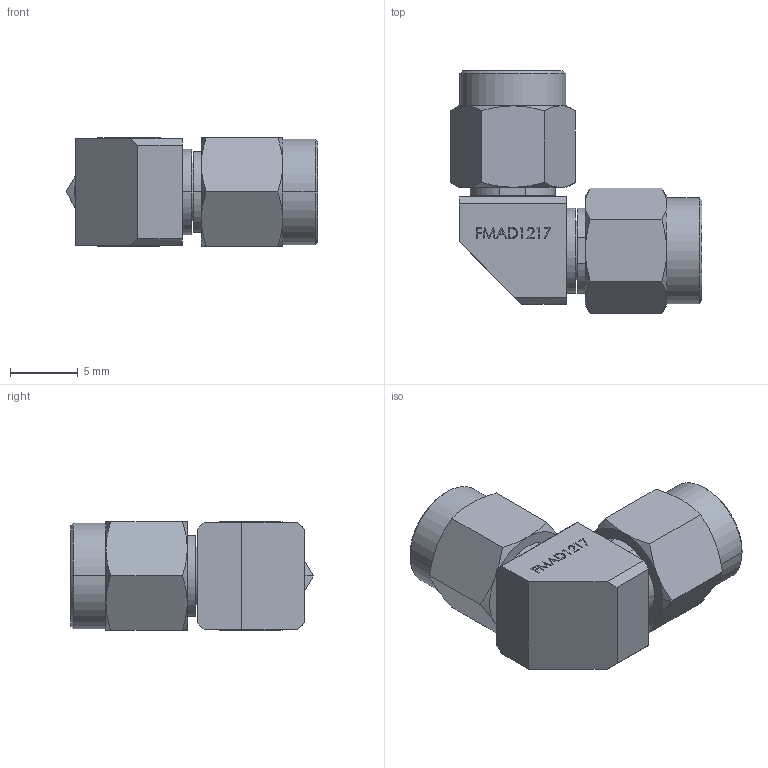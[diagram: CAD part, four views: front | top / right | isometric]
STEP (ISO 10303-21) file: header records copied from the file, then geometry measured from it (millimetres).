
FILE_DESCRIPTION (( 'STEP AP203' ), '1' );
FILE_NAME ('FMAD1217_3D.STEP', '2021-05-05T12:42:59', ( '' ), ( '' ), 'SwSTEP 2.0', 'SolidWorks 2020', '' );
FILE_SCHEMA (( 'CONFIG_CONTROL_DESIGN' ));
Length unit declared in the file: inch
Products named in the file (6): Part17^FMAD1217; ALS-PC3-TOP.stp; FMAD1217_3D; ALS-K3K8-3.stp; ALS-PC3-RIGHT.stp; als-pc3pc3.stp
Assembly tree (5 placements, depth 3):
  FMAD1217_3D
    als-pc3pc3.stp
      ALS-K3K8-3.stp
      ALS-PC3-TOP.stp
      ALS-PC3-RIGHT.stp
    Part17^FMAD1217
Bounding box: 18.58 x 17.9 x 8.02 mm (x, y, z)
Volume: 1347.2 mm3; surface area: 1080.2 mm2
Topology: 11 solids, 11 shells, 192 faces, 454 edges, 292 vertices
Faces by surface type: plane 119, cone 34, cylinder 26, bspline 13
Entity records: 7094 total; most frequent: CARTESIAN_POINT 2142, ORIENTED_EDGE 908, DIRECTION 840, EDGE_CURVE 454, VERTEX_POINT 292, VECTOR 292, LINE 292, AXIS2_PLACEMENT_3D 274
